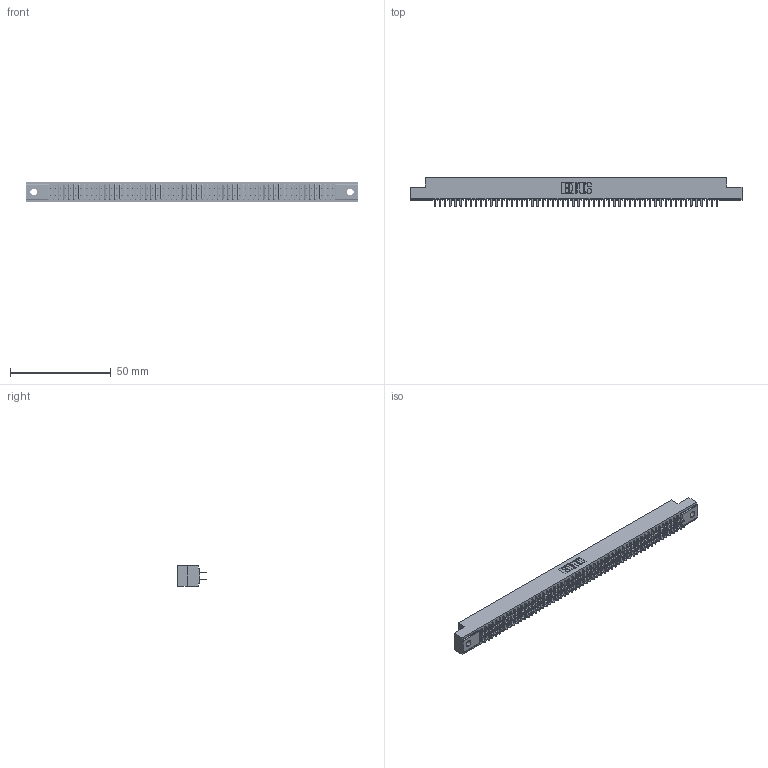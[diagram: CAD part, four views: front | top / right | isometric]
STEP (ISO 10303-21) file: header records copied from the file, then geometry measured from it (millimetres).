
FILE_DESCRIPTION (( 'STEP AP203' ), '1' );
FILE_NAME ('391-112-520-202.STEP', '2018-08-09T22:01:48', ( '' ), ( '' ), 'SwSTEP 2.0', 'SolidWorks 2016', '' );
FILE_SCHEMA (( 'CONFIG_CONTROL_DESIGN' ));
Length unit declared in the file: inch
Products named in the file (3): 341 Part_.128 (3.25) Dia Mounting Holes; 341-292-001_341-292-120; 391-112-520-202
Assembly tree (113 placements, depth 2):
  391-112-520-202
    341 Part_.128 (3.25) Dia Mounting Holes
    341-292-001_341-292-120  x112
Bounding box: 164.47 x 14.27 x 10.16 mm (x, y, z)
Volume: 12121.5 mm3; surface area: 21603.2 mm2
Topology: 113 solids, 113 shells, 7508 faces, 21764 edges, 14094 vertices
Faces by surface type: plane 4548, cylinder 2736, sphere 114, torus 110
Entity records: 65909 total; most frequent: CARTESIAN_POINT 10956, ORIENTED_EDGE 10888, DIRECTION 10622, EDGE_CURVE 5444, VECTOR 4414, LINE 4414, VERTEX_POINT 3438, AXIS2_PLACEMENT_3D 3104
